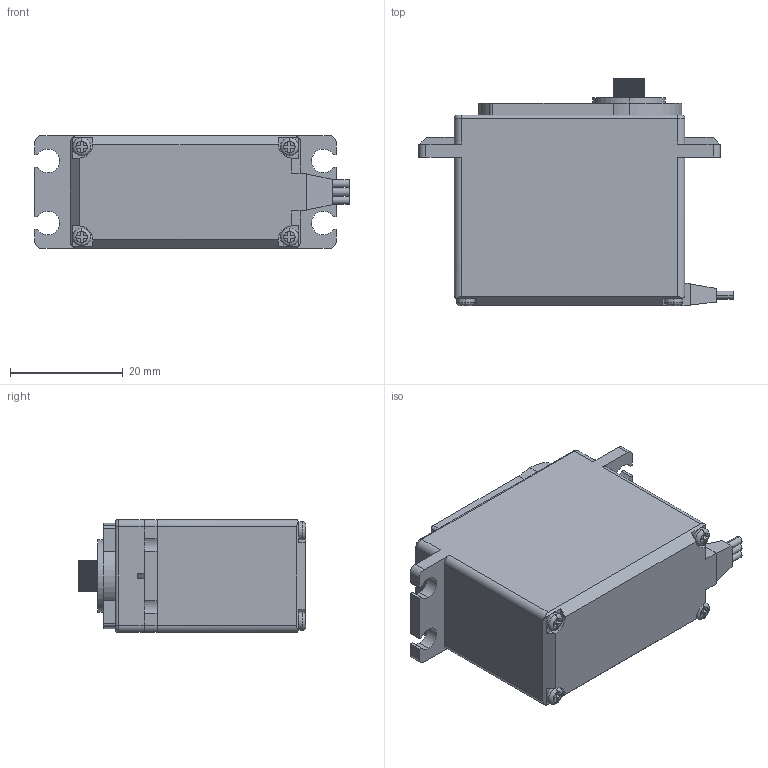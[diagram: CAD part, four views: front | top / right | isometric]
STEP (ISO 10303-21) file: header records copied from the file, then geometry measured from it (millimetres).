
FILE_DESCRIPTION (( 'STEP AP203' ), '1' );
FILE_NAME ('HiTec_HS_430BH_Servo.STEP', '2022-01-10T14:38:11', ( '' ), ( '' ), 'SwSTEP 2.0', 'SolidWorks 2022', '' );
FILE_SCHEMA (( 'CONFIG_CONTROL_DESIGN' ));
Length unit declared in the file: millimetre
Products named in the file (1): HiTec_HS_430BH_Servo
Bounding box: 55.7 x 40.26 x 20 mm (x, y, z)
Volume: 29349.6 mm3; surface area: 6670.3 mm2
Topology: 1 solids, 1 shells, 857 faces, 2388 edges, 1561 vertices
Faces by surface type: plane 549, cylinder 238, bspline 58, torus 12
Entity records: 30264 total; most frequent: CARTESIAN_POINT 8161, ORIENTED_EDGE 4776, DIRECTION 4385, EDGE_CURVE 2388, VECTOR 1727, LINE 1727, VERTEX_POINT 1561, AXIS2_PLACEMENT_3D 1329
